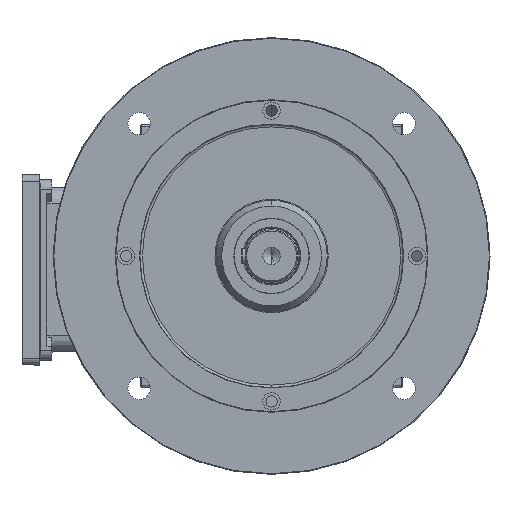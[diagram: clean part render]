
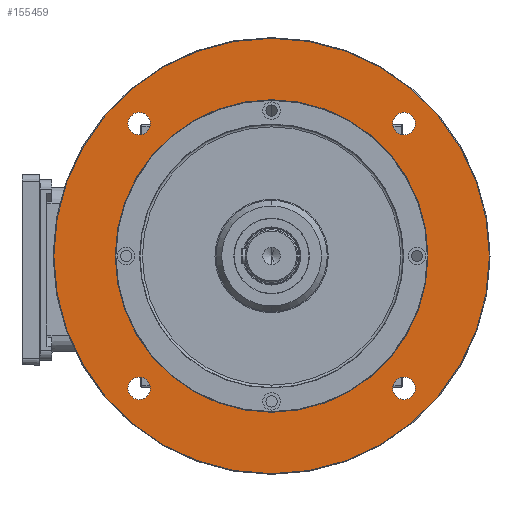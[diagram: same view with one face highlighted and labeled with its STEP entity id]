
A CAD part, left-side view. The second image highlights one B-rep face of the part: STEP entity #155459.
In plain terms, the highlighted face is planar.
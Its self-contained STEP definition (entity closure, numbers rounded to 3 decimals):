
#2287 = AXIS2_PLACEMENT_3D ( 'NONE', #136387, #12730, #65377 ) ;
#3124 = EDGE_LOOP ( 'NONE', ( #60889, #73139 ) ) ;
#4297 = CARTESIAN_POINT ( 'NONE',  ( 4., 106.066, -106.066 ) ) ;
#5183 = AXIS2_PLACEMENT_3D ( 'NONE', #97781, #154036, #27649 ) ;
#8020 = EDGE_CURVE ( 'NONE', #50612, #19386, #93548, .T. ) ;
#9401 = EDGE_CURVE ( 'NONE', #20168, #180972, #90377, .T. ) ;
#10161 = CARTESIAN_POINT ( 'NONE',  ( 4., -106.066, -115.066 ) ) ;
#10257 = EDGE_CURVE ( 'NONE', #103504, #58221, #81782, .T. ) ;
#10791 = AXIS2_PLACEMENT_3D ( 'NONE', #167718, #112336, #152946 ) ;
#12567 = DIRECTION ( 'NONE',  ( 0., 0., -1. ) ) ;
#12730 = DIRECTION ( 'NONE',  ( 1., 0., 0. ) ) ;
#14817 = FACE_BOUND ( 'NONE', #98027, .T. ) ;
#16818 = CIRCLE ( 'NONE', #49182, 9. ) ;
#18768 = CARTESIAN_POINT ( 'NONE',  ( 4., 0., 125.25 ) ) ;
#19386 = VERTEX_POINT ( 'NONE', #18768 ) ;
#20168 = VERTEX_POINT ( 'NONE', #10161 ) ;
#21610 = AXIS2_PLACEMENT_3D ( 'NONE', #98311, #112144, #168431 ) ;
#25777 = CIRCLE ( 'NONE', #152038, 9. ) ;
#26431 = DIRECTION ( 'NONE',  ( 1., 0., 0. ) ) ;
#27056 = EDGE_CURVE ( 'NONE', #180972, #20168, #16818, .T. ) ;
#27092 = ORIENTED_EDGE ( 'NONE', *, *, #172384, .T. ) ;
#27649 = DIRECTION ( 'NONE',  ( 0., 0., -1. ) ) ;
#28549 = EDGE_CURVE ( 'NONE', #29847, #164080, #25777, .T. ) ;
#29847 = VERTEX_POINT ( 'NONE', #160461 ) ;
#33424 = CARTESIAN_POINT ( 'NONE',  ( 4., -106.066, 97.066 ) ) ;
#36652 = ORIENTED_EDGE ( 'NONE', *, *, #123615, .F. ) ;
#36928 = DIRECTION ( 'NONE',  ( 1., 0., 0. ) ) ;
#37646 = AXIS2_PLACEMENT_3D ( 'NONE', #78168, #138046, #167570 ) ;
#37773 = AXIS2_PLACEMENT_3D ( 'NONE', #63244, #78017, #48467 ) ;
#41063 = EDGE_LOOP ( 'NONE', ( #161151, #166312 ) ) ;
#43585 = CIRCLE ( 'NONE', #37773, 9. ) ;
#44662 = CIRCLE ( 'NONE', #177290, 174.5 ) ;
#45798 = DIRECTION ( 'NONE',  ( 1., 0., 0. ) ) ;
#48467 = DIRECTION ( 'NONE',  ( 0., 0., -1. ) ) ;
#49182 = AXIS2_PLACEMENT_3D ( 'NONE', #132436, #93667, #136037 ) ;
#50612 = VERTEX_POINT ( 'NONE', #149852 ) ;
#52489 = AXIS2_PLACEMENT_3D ( 'NONE', #95460, #109288, #180322 ) ;
#58221 = VERTEX_POINT ( 'NONE', #33424 ) ;
#58613 = ORIENTED_EDGE ( 'NONE', *, *, #172340, .F. ) ;
#59072 = DIRECTION ( 'NONE',  ( 0., 0., -1. ) ) ;
#60889 = ORIENTED_EDGE ( 'NONE', *, *, #27056, .F. ) ;
#63244 = CARTESIAN_POINT ( 'NONE',  ( 4., 106.066, 106.066 ) ) ;
#65377 = DIRECTION ( 'NONE',  ( 0., 0., -1. ) ) ;
#69771 = CARTESIAN_POINT ( 'NONE',  ( 4., 106.066, 106.066 ) ) ;
#70661 = CARTESIAN_POINT ( 'NONE',  ( 4., -106.066, -97.066 ) ) ;
#71101 = FACE_BOUND ( 'NONE', #41063, .T. ) ;
#73139 = ORIENTED_EDGE ( 'NONE', *, *, #9401, .F. ) ;
#74668 = CARTESIAN_POINT ( 'NONE',  ( 4., -106.066, 115.066 ) ) ;
#74720 = PLANE ( 'NONE',  #92138 ) ;
#78017 = DIRECTION ( 'NONE',  ( 1., 0., 0. ) ) ;
#78168 = CARTESIAN_POINT ( 'NONE',  ( 4., 106.066, -106.066 ) ) ;
#78695 = DIRECTION ( 'NONE',  ( 0., 0., -1. ) ) ;
#80679 = CIRCLE ( 'NONE', #130862, 9. ) ;
#80851 = EDGE_CURVE ( 'NONE', #93220, #168813, #44662, .T. ) ;
#81782 = CIRCLE ( 'NONE', #2287, 9. ) ;
#86745 = DIRECTION ( 'NONE',  ( 1., 0., 0. ) ) ;
#90377 = CIRCLE ( 'NONE', #10791, 9. ) ;
#90730 = DIRECTION ( 'NONE',  ( 1., 0., 0. ) ) ;
#90908 = CARTESIAN_POINT ( 'NONE',  ( 4., 0., -174.5 ) ) ;
#92138 = AXIS2_PLACEMENT_3D ( 'NONE', #101496, #86745, #59072 ) ;
#92395 = CIRCLE ( 'NONE', #177854, 9. ) ;
#93220 = VERTEX_POINT ( 'NONE', #90908 ) ;
#93548 = CIRCLE ( 'NONE', #5183, 125.25 ) ;
#93667 = DIRECTION ( 'NONE',  ( 1., 0., 0. ) ) ;
#94071 = EDGE_LOOP ( 'NONE', ( #165203, #120869 ) ) ;
#95460 = CARTESIAN_POINT ( 'NONE',  ( 4., 0., 0. ) ) ;
#97781 = CARTESIAN_POINT ( 'NONE',  ( 4., 0., 0. ) ) ;
#98027 = EDGE_LOOP ( 'NONE', ( #58613, #36652 ) ) ;
#98081 = VERTEX_POINT ( 'NONE', #104839 ) ;
#98311 = CARTESIAN_POINT ( 'NONE',  ( 4., 0., 0. ) ) ;
#98610 = EDGE_CURVE ( 'NONE', #164080, #29847, #152604, .T. ) ;
#101177 = CIRCLE ( 'NONE', #21610, 174.5 ) ;
#101496 = CARTESIAN_POINT ( 'NONE',  ( 4., 175., 0. ) ) ;
#103504 = VERTEX_POINT ( 'NONE', #74668 ) ;
#104221 = EDGE_LOOP ( 'NONE', ( #27092, #172774 ) ) ;
#104839 = CARTESIAN_POINT ( 'NONE',  ( 4., 106.066, 97.066 ) ) ;
#109288 = DIRECTION ( 'NONE',  ( -1., 0., 0. ) ) ;
#112144 = DIRECTION ( 'NONE',  ( 1., 0., 0. ) ) ;
#112336 = DIRECTION ( 'NONE',  ( 1., 0., 0. ) ) ;
#112959 = EDGE_CURVE ( 'NONE', #168813, #93220, #101177, .T. ) ;
#117144 = FACE_BOUND ( 'NONE', #104221, .T. ) ;
#120825 = CARTESIAN_POINT ( 'NONE',  ( 4., 0., 174.5 ) ) ;
#120869 = ORIENTED_EDGE ( 'NONE', *, *, #28549, .F. ) ;
#123615 = EDGE_CURVE ( 'NONE', #98081, #165108, #80679, .T. ) ;
#130862 = AXIS2_PLACEMENT_3D ( 'NONE', #69771, #26431, #12567 ) ;
#132436 = CARTESIAN_POINT ( 'NONE',  ( 4., -106.066, -106.066 ) ) ;
#134883 = CARTESIAN_POINT ( 'NONE',  ( 4., 106.066, -97.066 ) ) ;
#136037 = DIRECTION ( 'NONE',  ( 0., 0., -1. ) ) ;
#136387 = CARTESIAN_POINT ( 'NONE',  ( 4., -106.066, 106.066 ) ) ;
#138046 = DIRECTION ( 'NONE',  ( 1., 0., 0. ) ) ;
#143812 = CIRCLE ( 'NONE', #52489, 125.25 ) ;
#144805 = FACE_BOUND ( 'NONE', #94071, .T. ) ;
#145403 = DIRECTION ( 'NONE',  ( 0., 0., -1. ) ) ;
#149474 = DIRECTION ( 'NONE',  ( 0., 0., -1. ) ) ;
#149852 = CARTESIAN_POINT ( 'NONE',  ( 4., 0., -125.25 ) ) ;
#152038 = AXIS2_PLACEMENT_3D ( 'NONE', #4297, #45798, #145403 ) ;
#152604 = CIRCLE ( 'NONE', #37646, 9. ) ;
#152946 = DIRECTION ( 'NONE',  ( 0., 0., -1. ) ) ;
#154036 = DIRECTION ( 'NONE',  ( -1., 0., 0. ) ) ;
#154327 = EDGE_LOOP ( 'NONE', ( #156764, #174679 ) ) ;
#155459 = ADVANCED_FACE ( 'NONE', ( #14817, #71101, #172527, #144805, #117144, #173455 ), #74720, .T. ) ;
#156392 = EDGE_CURVE ( 'NONE', #58221, #103504, #92395, .T. ) ;
#156503 = CARTESIAN_POINT ( 'NONE',  ( 4., 106.066, 115.066 ) ) ;
#156764 = ORIENTED_EDGE ( 'NONE', *, *, #112959, .T. ) ;
#160461 = CARTESIAN_POINT ( 'NONE',  ( 4., 106.066, -115.066 ) ) ;
#161151 = ORIENTED_EDGE ( 'NONE', *, *, #10257, .F. ) ;
#161786 = CARTESIAN_POINT ( 'NONE',  ( 4., 0., 0. ) ) ;
#163362 = CARTESIAN_POINT ( 'NONE',  ( 4., -106.066, 106.066 ) ) ;
#164080 = VERTEX_POINT ( 'NONE', #134883 ) ;
#165108 = VERTEX_POINT ( 'NONE', #156503 ) ;
#165203 = ORIENTED_EDGE ( 'NONE', *, *, #98610, .F. ) ;
#166312 = ORIENTED_EDGE ( 'NONE', *, *, #156392, .F. ) ;
#167570 = DIRECTION ( 'NONE',  ( 0., 0., -1. ) ) ;
#167718 = CARTESIAN_POINT ( 'NONE',  ( 4., -106.066, -106.066 ) ) ;
#168431 = DIRECTION ( 'NONE',  ( 0., 0., -1. ) ) ;
#168813 = VERTEX_POINT ( 'NONE', #120825 ) ;
#172340 = EDGE_CURVE ( 'NONE', #165108, #98081, #43585, .T. ) ;
#172384 = EDGE_CURVE ( 'NONE', #19386, #50612, #143812, .T. ) ;
#172527 = FACE_BOUND ( 'NONE', #3124, .T. ) ;
#172774 = ORIENTED_EDGE ( 'NONE', *, *, #8020, .T. ) ;
#173455 = FACE_OUTER_BOUND ( 'NONE', #154327, .T. ) ;
#174679 = ORIENTED_EDGE ( 'NONE', *, *, #80851, .T. ) ;
#177290 = AXIS2_PLACEMENT_3D ( 'NONE', #161786, #90730, #78695 ) ;
#177854 = AXIS2_PLACEMENT_3D ( 'NONE', #163362, #36928, #149474 ) ;
#180322 = DIRECTION ( 'NONE',  ( 0., 0., -1. ) ) ;
#180972 = VERTEX_POINT ( 'NONE', #70661 ) ;
